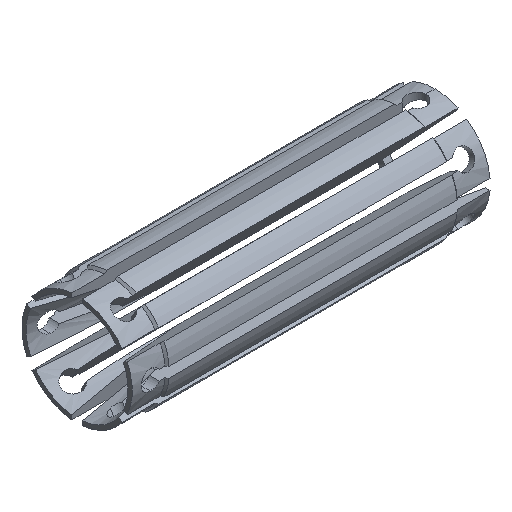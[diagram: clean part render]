
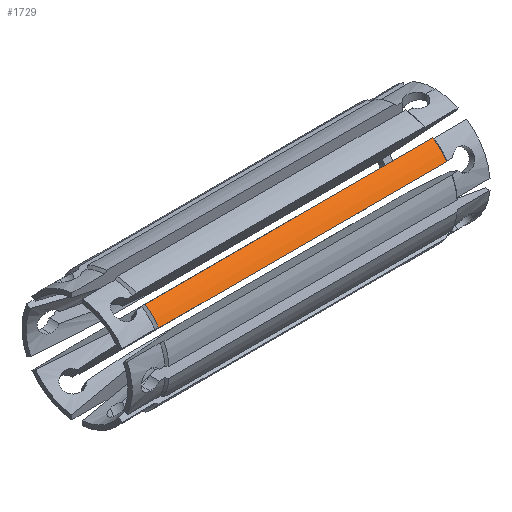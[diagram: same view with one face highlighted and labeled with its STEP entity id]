
A CAD part, isometric view. The second image highlights one B-rep face of the part: STEP entity #1729.
In plain terms, the highlighted cylindrical face has radius 17.653 mm (diameter 35.306 mm), a partial arc.
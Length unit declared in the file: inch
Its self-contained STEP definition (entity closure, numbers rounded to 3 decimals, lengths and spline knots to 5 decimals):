
#24 = EDGE_LOOP ( 'NONE', ( #4191, #5180, #1610, #3241 ) ) ;
#95 = VERTEX_POINT ( 'NONE', #4341 ) ;
#284 = CARTESIAN_POINT ( 'NONE',  ( -1.7475, 0., 0. ) ) ;
#517 = VECTOR ( 'NONE', #1797, 39.37008 ) ;
#628 = VERTEX_POINT ( 'NONE', #3628 ) ;
#881 = DIRECTION ( 'NONE',  ( 0., 0., 1. ) ) ;
#912 = AXIS2_PLACEMENT_3D ( 'NONE', #2225, #5571, #1355 ) ;
#1048 = EDGE_CURVE ( 'NONE', #95, #628, #2729, .T. ) ;
#1270 = LINE ( 'NONE', #5465, #4161 ) ;
#1355 = DIRECTION ( 'NONE',  ( 0., 0., 1. ) ) ;
#1610 = ORIENTED_EDGE ( 'NONE', *, *, #1888, .F. ) ;
#1729 = ADVANCED_FACE ( 'NONE', ( #5766 ), #2944, .T. ) ;
#1797 = DIRECTION ( 'NONE',  ( -1., 0., 0. ) ) ;
#1799 = DIRECTION ( 'NONE',  ( -1., 0., 0. ) ) ;
#1888 = EDGE_CURVE ( 'NONE', #628, #4594, #4344, .T. ) ;
#2003 = EDGE_CURVE ( 'NONE', #95, #2732, #2775, .T. ) ;
#2225 = CARTESIAN_POINT ( 'NONE',  ( 1.7475, 0., 0. ) ) ;
#2482 = DIRECTION ( 'NONE',  ( -1., 0., 0. ) ) ;
#2729 = LINE ( 'NONE', #3681, #517 ) ;
#2732 = VERTEX_POINT ( 'NONE', #5873 ) ;
#2775 = CIRCLE ( 'NONE', #912, 0.695 ) ;
#2944 = CYLINDRICAL_SURFACE ( 'NONE', #5329, 0.695 ) ;
#3128 = DIRECTION ( 'NONE',  ( -1., 0., 0. ) ) ;
#3174 = AXIS2_PLACEMENT_3D ( 'NONE', #284, #1799, #881 ) ;
#3241 = ORIENTED_EDGE ( 'NONE', *, *, #1048, .F. ) ;
#3628 = CARTESIAN_POINT ( 'NONE',  ( -1.7475, -0.5682, 0.40022 ) ) ;
#3681 = CARTESIAN_POINT ( 'NONE',  ( 0., -0.5682, 0.40022 ) ) ;
#3811 = CARTESIAN_POINT ( 'NONE',  ( 0., 0., 0. ) ) ;
#3871 = DIRECTION ( 'NONE',  ( 0., 0., 1. ) ) ;
#4023 = CARTESIAN_POINT ( 'NONE',  ( -1.7475, -0.40022, 0.5682 ) ) ;
#4161 = VECTOR ( 'NONE', #3128, 39.37008 ) ;
#4191 = ORIENTED_EDGE ( 'NONE', *, *, #2003, .T. ) ;
#4341 = CARTESIAN_POINT ( 'NONE',  ( 1.7475, -0.5682, 0.40022 ) ) ;
#4344 = CIRCLE ( 'NONE', #3174, 0.695 ) ;
#4489 = EDGE_CURVE ( 'NONE', #2732, #4594, #1270, .T. ) ;
#4594 = VERTEX_POINT ( 'NONE', #4023 ) ;
#5180 = ORIENTED_EDGE ( 'NONE', *, *, #4489, .T. ) ;
#5329 = AXIS2_PLACEMENT_3D ( 'NONE', #3811, #2482, #3871 ) ;
#5465 = CARTESIAN_POINT ( 'NONE',  ( 0., -0.40022, 0.5682 ) ) ;
#5571 = DIRECTION ( 'NONE',  ( -1., 0., 0. ) ) ;
#5766 = FACE_OUTER_BOUND ( 'NONE', #24, .T. ) ;
#5873 = CARTESIAN_POINT ( 'NONE',  ( 1.7475, -0.40022, 0.5682 ) ) ;
